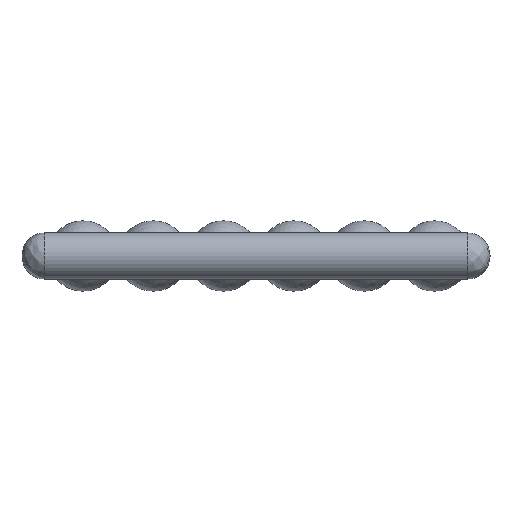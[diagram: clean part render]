
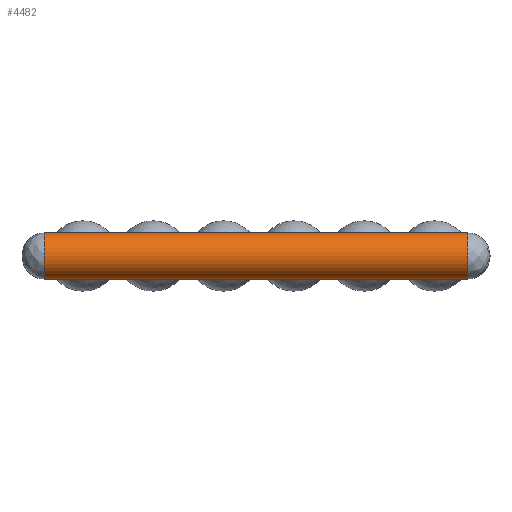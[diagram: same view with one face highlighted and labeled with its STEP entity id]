
A CAD part, left-side view. The second image highlights one B-rep face of the part: STEP entity #4482.
In plain terms, the highlighted cylindrical face has radius 1.246 mm (diameter 2.492 mm), a partial arc.
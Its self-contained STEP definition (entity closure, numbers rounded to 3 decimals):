
#234=DIRECTION('',(0.,1.,0.));
#235=VECTOR('',#234,22.95);
#236=CARTESIAN_POINT('',(-6.754,-1.8,1.246));
#237=LINE('',#236,#235);
#1530=CARTESIAN_POINT('',(-6.754,21.15,0.));
#1531=DIRECTION('',(0.,-1.,0.));
#1532=DIRECTION('',(0.,0.,1.));
#1533=AXIS2_PLACEMENT_3D('',#1530,#1531,#1532);
#1535=CARTESIAN_POINT('',(-6.754,-1.8,0.));
#1536=DIRECTION('',(0.,-1.,0.));
#1537=DIRECTION('',(0.,0.,1.));
#1538=AXIS2_PLACEMENT_3D('',#1535,#1536,#1537);
#1540=DIRECTION('',(0.,1.,0.));
#1541=VECTOR('',#1540,22.95);
#1542=CARTESIAN_POINT('',(-6.754,-1.8,-1.246));
#1543=LINE('',#1542,#1541);
#1697=CARTESIAN_POINT('',(-6.754,-1.8,1.246));
#1698=CARTESIAN_POINT('',(-6.754,-1.8,-1.246));
#1699=VERTEX_POINT('',#1697);
#1700=VERTEX_POINT('',#1698);
#2073=CARTESIAN_POINT('',(-6.754,21.15,1.246));
#2074=VERTEX_POINT('',#2073);
#2079=CARTESIAN_POINT('',(-6.754,21.15,-1.246));
#2080=VERTEX_POINT('',#2079);
#4470=CARTESIAN_POINT('',(-6.754,-3.,0.));
#4471=DIRECTION('',(0.,1.,0.));
#4472=DIRECTION('',(0.,0.,-1.));
#4473=AXIS2_PLACEMENT_3D('',#4470,#4471,#4472);
#4474=CYLINDRICAL_SURFACE('',#4473,1.246);
#4476=ORIENTED_EDGE('',*,*,#4475,.F.);
#4477=ORIENTED_EDGE('',*,*,#2515,.F.);
#4478=ORIENTED_EDGE('',*,*,#4463,.T.);
#4479=ORIENTED_EDGE('',*,*,#2158,.T.);
#4480=EDGE_LOOP('',(#4476,#4477,#4478,#4479));
#4481=FACE_OUTER_BOUND('',#4480,.F.);
#1534=CIRCLE('',#1533,1.246);
#1539=CIRCLE('',#1538,1.246);
#2158=EDGE_CURVE('',#1700,#2080,#1543,.T.);
#2515=EDGE_CURVE('',#1699,#2074,#237,.T.);
#4463=EDGE_CURVE('',#1699,#1700,#1539,.T.);
#4475=EDGE_CURVE('',#2074,#2080,#1534,.T.);
#4482=ADVANCED_FACE('',(#4481),#4474,.T.);
